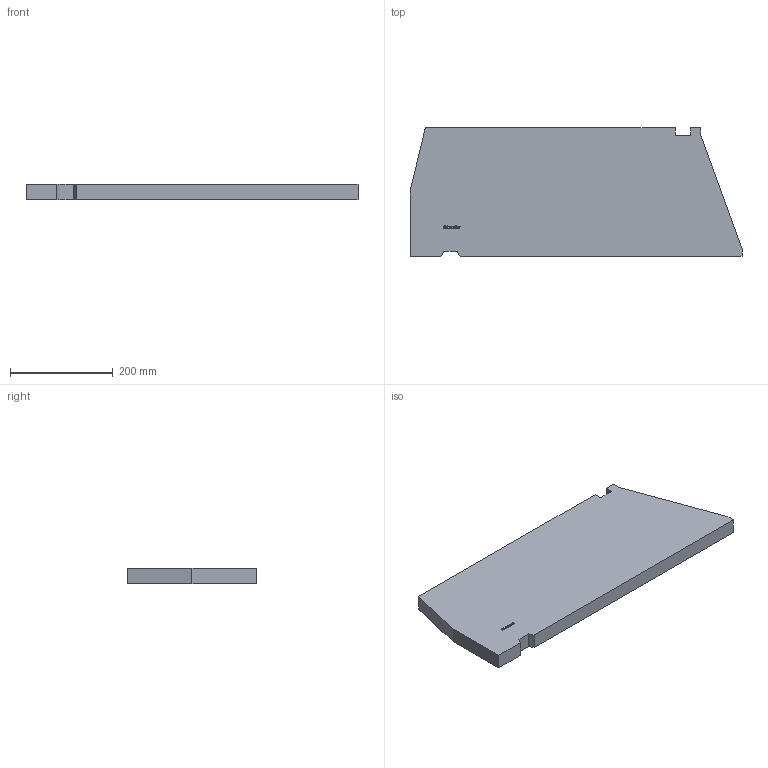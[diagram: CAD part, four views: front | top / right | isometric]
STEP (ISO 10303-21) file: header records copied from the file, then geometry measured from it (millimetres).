
FILE_DESCRIPTION(/* description */ (''),/* implementation_level */ '2;1');
FILE_NAME(/* name */ 'S 450 Knife unit.stp',/* time_stamp */ '2016-06-21T20:07:57+02:00',/* author */ ('OEM'),/* organization */ (''),/* preprocessor_version */ 'ST-DEVELOPER v15.2',/* originating_system */ 'Autodesk Inventor 2014',/* authorisation */ '');
FILE_SCHEMA (('CONFIG_CONTROL_DESIGN'));
Length unit declared in the file: millimetre
Products named in the file (1): S 450
Bounding box: 645 x 250 x 30 mm (x, y, z)
Volume: 4458181.6 mm3; surface area: 349565.9 mm2
Topology: 1 solids, 1 shells, 152 faces, 420 edges, 280 vertices
Faces by surface type: plane 88, bspline 64
Entity records: 5356 total; most frequent: CARTESIAN_POINT 1877, ORIENTED_EDGE 840, DIRECTION 470, EDGE_CURVE 420, LINE 292, VECTOR 292, VERTEX_POINT 280, EDGE_LOOP 162
